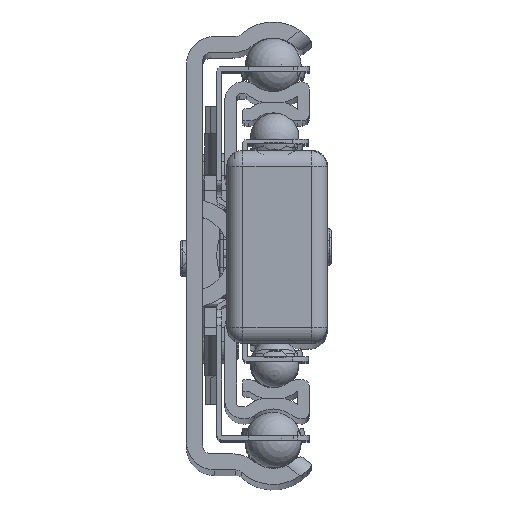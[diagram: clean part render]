
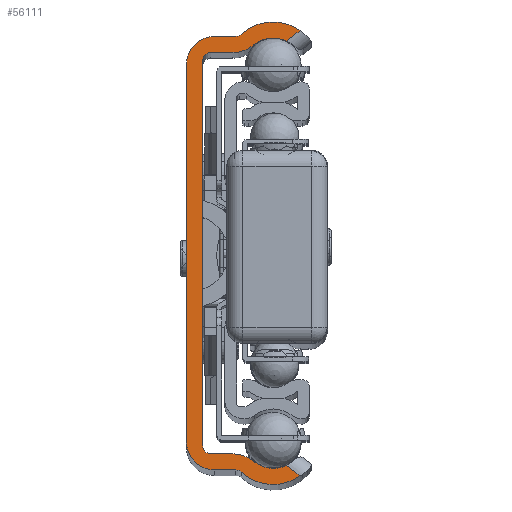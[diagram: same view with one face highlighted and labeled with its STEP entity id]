
A CAD part, top view. The second image highlights one B-rep face of the part: STEP entity #56111.
In plain terms, the highlighted planar face has unit normal (0, 0, 1).
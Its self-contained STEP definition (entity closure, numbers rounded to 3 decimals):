
#2729=PLANE('',#59305);
#4548=FACE_OUTER_BOUND('',#7436,.T.);
#7436=EDGE_LOOP('',(#36100,#36101,#36102,#36103,#36104,#36105,#36106,#36107,
#36108,#36109,#36110,#36111,#36112,#36113,#36114,#36115,#36116,#36117,#36118,
#36119,#36120,#36121));
#10371=LINE('',#78136,#14607);
#10511=LINE('',#80902,#14747);
#10512=LINE('',#80907,#14748);
#10513=LINE('',#80911,#14749);
#10514=LINE('',#80915,#14750);
#10515=LINE('',#80919,#14751);
#10516=LINE('',#80923,#14752);
#10517=LINE('',#80926,#14753);
#10518=LINE('',#80930,#14754);
#10519=LINE('',#80935,#14755);
#14607=VECTOR('',#63929,10.);
#14747=VECTOR('',#64821,10.);
#14748=VECTOR('',#64826,10.);
#14749=VECTOR('',#64829,10.);
#14750=VECTOR('',#64832,10.);
#14751=VECTOR('',#64835,10.);
#14752=VECTOR('',#64838,10.);
#14753=VECTOR('',#64841,10.);
#14754=VECTOR('',#64844,10.);
#14755=VECTOR('',#64849,10.);
#19069=CIRCLE('',#59290,5.8);
#19070=CIRCLE('',#59302,5.8);
#19071=CIRCLE('',#59306,3.8);
#19072=CIRCLE('',#59307,4.);
#19073=CIRCLE('',#59308,1.);
#19074=CIRCLE('',#59309,1.);
#19075=CIRCLE('',#59310,4.);
#19076=CIRCLE('',#59311,3.8);
#19077=CIRCLE('',#59312,1.);
#19078=CIRCLE('',#59313,3.5);
#19079=CIRCLE('',#59314,3.5);
#19080=CIRCLE('',#59315,1.);
#21073=VERTEX_POINT('',#78134);
#21074=VERTEX_POINT('',#78135);
#21392=VERTEX_POINT('',#80744);
#21393=VERTEX_POINT('',#80749);
#21406=VERTEX_POINT('',#80861);
#21407=VERTEX_POINT('',#80863);
#21411=VERTEX_POINT('',#80894);
#21412=VERTEX_POINT('',#80904);
#21413=VERTEX_POINT('',#80906);
#21414=VERTEX_POINT('',#80908);
#21415=VERTEX_POINT('',#80910);
#21416=VERTEX_POINT('',#80912);
#21417=VERTEX_POINT('',#80914);
#21418=VERTEX_POINT('',#80916);
#21419=VERTEX_POINT('',#80918);
#21420=VERTEX_POINT('',#80920);
#21421=VERTEX_POINT('',#80922);
#21422=VERTEX_POINT('',#80924);
#21423=VERTEX_POINT('',#80927);
#21424=VERTEX_POINT('',#80929);
#21425=VERTEX_POINT('',#80932);
#21426=VERTEX_POINT('',#80934);
#26785=EDGE_CURVE('',#21073,#21074,#10371,.T.);
#27241=EDGE_CURVE('',#21392,#21393,#19069,.T.);
#27262=EDGE_CURVE('',#21406,#21407,#19070,.T.);
#27268=EDGE_CURVE('',#21411,#21392,#10511,.T.);
#27269=EDGE_CURVE('',#21412,#21411,#19071,.T.);
#27270=EDGE_CURVE('',#21413,#21412,#10512,.T.);
#27271=EDGE_CURVE('',#21414,#21413,#19072,.T.);
#27272=EDGE_CURVE('',#21415,#21414,#10513,.T.);
#27273=EDGE_CURVE('',#21416,#21415,#19073,.T.);
#27274=EDGE_CURVE('',#21417,#21416,#10514,.T.);
#27275=EDGE_CURVE('',#21418,#21417,#19074,.T.);
#27276=EDGE_CURVE('',#21419,#21418,#10515,.T.);
#27277=EDGE_CURVE('',#21420,#21419,#19075,.T.);
#27278=EDGE_CURVE('',#21421,#21420,#10516,.T.);
#27279=EDGE_CURVE('',#21422,#21421,#19076,.T.);
#27280=EDGE_CURVE('',#21407,#21422,#10517,.T.);
#27281=EDGE_CURVE('',#21423,#21406,#19077,.T.);
#27282=EDGE_CURVE('',#21424,#21423,#10518,.T.);
#27283=EDGE_CURVE('',#21074,#21424,#19078,.T.);
#27284=EDGE_CURVE('',#21425,#21073,#19079,.T.);
#27285=EDGE_CURVE('',#21426,#21425,#10519,.T.);
#27286=EDGE_CURVE('',#21393,#21426,#19080,.T.);
#36100=ORIENTED_EDGE('',*,*,#27268,.F.);
#36101=ORIENTED_EDGE('',*,*,#27269,.F.);
#36102=ORIENTED_EDGE('',*,*,#27270,.F.);
#36103=ORIENTED_EDGE('',*,*,#27271,.F.);
#36104=ORIENTED_EDGE('',*,*,#27272,.F.);
#36105=ORIENTED_EDGE('',*,*,#27273,.F.);
#36106=ORIENTED_EDGE('',*,*,#27274,.F.);
#36107=ORIENTED_EDGE('',*,*,#27275,.F.);
#36108=ORIENTED_EDGE('',*,*,#27276,.F.);
#36109=ORIENTED_EDGE('',*,*,#27277,.F.);
#36110=ORIENTED_EDGE('',*,*,#27278,.F.);
#36111=ORIENTED_EDGE('',*,*,#27279,.F.);
#36112=ORIENTED_EDGE('',*,*,#27280,.F.);
#36113=ORIENTED_EDGE('',*,*,#27262,.F.);
#36114=ORIENTED_EDGE('',*,*,#27281,.F.);
#36115=ORIENTED_EDGE('',*,*,#27282,.F.);
#36116=ORIENTED_EDGE('',*,*,#27283,.F.);
#36117=ORIENTED_EDGE('',*,*,#26785,.F.);
#36118=ORIENTED_EDGE('',*,*,#27284,.F.);
#36119=ORIENTED_EDGE('',*,*,#27285,.F.);
#36120=ORIENTED_EDGE('',*,*,#27286,.F.);
#36121=ORIENTED_EDGE('',*,*,#27241,.F.);
#56111=ADVANCED_FACE('',(#4548),#2729,.T.);
#59290=AXIS2_PLACEMENT_3D('',#80750,#64780,#64781);
#59302=AXIS2_PLACEMENT_3D('',#80864,#64814,#64815);
#59305=AXIS2_PLACEMENT_3D('',#80903,#64822,#64823);
#59306=AXIS2_PLACEMENT_3D('',#80905,#64824,#64825);
#59307=AXIS2_PLACEMENT_3D('',#80909,#64827,#64828);
#59308=AXIS2_PLACEMENT_3D('',#80913,#64830,#64831);
#59309=AXIS2_PLACEMENT_3D('',#80917,#64833,#64834);
#59310=AXIS2_PLACEMENT_3D('',#80921,#64836,#64837);
#59311=AXIS2_PLACEMENT_3D('',#80925,#64839,#64840);
#59312=AXIS2_PLACEMENT_3D('',#80928,#64842,#64843);
#59313=AXIS2_PLACEMENT_3D('',#80931,#64845,#64846);
#59314=AXIS2_PLACEMENT_3D('',#80933,#64847,#64848);
#59315=AXIS2_PLACEMENT_3D('',#80936,#64850,#64851);
#63929=DIRECTION('',(0.,1.,0.));
#64780=DIRECTION('center_axis',(0.,0.,-1.));
#64781=DIRECTION('ref_axis',(0.678,0.735,0.));
#64814=DIRECTION('center_axis',(0.,0.,-1.));
#64815=DIRECTION('ref_axis',(-0.627,-0.779,0.));
#64821=DIRECTION('',(0.781,-0.625,0.));
#64822=DIRECTION('center_axis',(0.,0.,1.));
#64823=DIRECTION('ref_axis',(1.,0.,0.));
#64824=DIRECTION('center_axis',(0.,0.,1.));
#64825=DIRECTION('ref_axis',(-0.627,-0.779,0.));
#64826=DIRECTION('',(0.779,-0.627,0.));
#64827=DIRECTION('center_axis',(0.,0.,-1.));
#64828=DIRECTION('ref_axis',(-0.627,-0.779,0.));
#64829=DIRECTION('',(1.,0.,0.));
#64830=DIRECTION('center_axis',(0.,0.,1.));
#64831=DIRECTION('ref_axis',(-1.,0.,0.));
#64832=DIRECTION('',(0.,-1.,0.));
#64833=DIRECTION('center_axis',(0.,0.,1.));
#64834=DIRECTION('ref_axis',(0.,1.,0.));
#64835=DIRECTION('',(-1.,0.,0.));
#64836=DIRECTION('center_axis',(0.,0.,-1.));
#64837=DIRECTION('ref_axis',(0.,1.,0.));
#64838=DIRECTION('',(-0.779,-0.627,0.));
#64839=DIRECTION('center_axis',(0.,0.,1.));
#64840=DIRECTION('ref_axis',(0.627,0.779,0.));
#64841=DIRECTION('',(-0.781,-0.625,0.));
#64842=DIRECTION('center_axis',(0.,0.,1.));
#64843=DIRECTION('ref_axis',(0.,-1.,0.));
#64844=DIRECTION('',(1.,0.,0.));
#64845=DIRECTION('center_axis',(0.,0.,-1.));
#64846=DIRECTION('ref_axis',(0.,-1.,0.));
#64847=DIRECTION('center_axis',(0.,0.,-1.));
#64848=DIRECTION('ref_axis',(1.,0.,0.));
#64849=DIRECTION('',(-1.,0.,0.));
#64850=DIRECTION('center_axis',(0.,0.,1.));
#64851=DIRECTION('ref_axis',(0.678,0.735,0.));
#78134=CARTESIAN_POINT('',(-10.75,-23.4,200.));
#78135=CARTESIAN_POINT('',(-10.75,23.4,200.));
#78136=CARTESIAN_POINT('',(-10.75,-23.4,200.));
#80744=CARTESIAN_POINT('',(3.345,-27.638,200.));
#80749=CARTESIAN_POINT('',(-3.931,-27.165,200.));
#80750=CARTESIAN_POINT('Origin',(0.,-22.9,200.));
#80861=CARTESIAN_POINT('',(-3.931,27.165,200.));
#80863=CARTESIAN_POINT('',(3.345,27.638,200.));
#80864=CARTESIAN_POINT('Origin',(0.,22.9,200.));
#80894=CARTESIAN_POINT('',(1.683,-26.307,200.));
#80902=CARTESIAN_POINT('',(-6.935,-19.406,200.));
#80903=CARTESIAN_POINT('Origin',(-6.842,0.,200.));
#80904=CARTESIAN_POINT('',(-2.383,-25.86,200.));
#80905=CARTESIAN_POINT('Origin',(0.,-22.9,200.));
#80906=CARTESIAN_POINT('',(-2.477,-25.784,200.));
#80907=CARTESIAN_POINT('',(-2.477,-25.784,200.));
#80908=CARTESIAN_POINT('',(-4.985,-24.9,200.));
#80909=CARTESIAN_POINT('Origin',(-4.985,-28.9,200.));
#80910=CARTESIAN_POINT('',(-7.75,-24.9,200.));
#80911=CARTESIAN_POINT('',(-7.75,-24.9,200.));
#80912=CARTESIAN_POINT('',(-8.75,-23.9,200.));
#80913=CARTESIAN_POINT('Origin',(-7.75,-23.9,200.));
#80914=CARTESIAN_POINT('',(-8.75,23.9,200.));
#80915=CARTESIAN_POINT('',(-8.75,23.9,200.));
#80916=CARTESIAN_POINT('',(-7.75,24.9,200.));
#80917=CARTESIAN_POINT('Origin',(-7.75,23.9,200.));
#80918=CARTESIAN_POINT('',(-4.985,24.9,200.));
#80919=CARTESIAN_POINT('',(-4.985,24.9,200.));
#80920=CARTESIAN_POINT('',(-2.477,25.784,200.));
#80921=CARTESIAN_POINT('Origin',(-4.985,28.9,200.));
#80922=CARTESIAN_POINT('',(-2.383,25.86,200.));
#80923=CARTESIAN_POINT('',(-2.383,25.86,200.));
#80924=CARTESIAN_POINT('',(1.683,26.307,200.));
#80925=CARTESIAN_POINT('Origin',(0.,22.9,200.));
#80926=CARTESIAN_POINT('',(-6.423,19.815,200.));
#80927=CARTESIAN_POINT('',(-4.609,26.9,200.));
#80928=CARTESIAN_POINT('Origin',(-4.609,27.9,200.));
#80929=CARTESIAN_POINT('',(-7.25,26.9,200.));
#80930=CARTESIAN_POINT('',(-7.25,26.9,200.));
#80931=CARTESIAN_POINT('Origin',(-7.25,23.4,200.));
#80932=CARTESIAN_POINT('',(-7.25,-26.9,200.));
#80933=CARTESIAN_POINT('Origin',(-7.25,-23.4,200.));
#80934=CARTESIAN_POINT('',(-4.609,-26.9,200.));
#80935=CARTESIAN_POINT('',(-4.609,-26.9,200.));
#80936=CARTESIAN_POINT('Origin',(-4.609,-27.9,200.));
